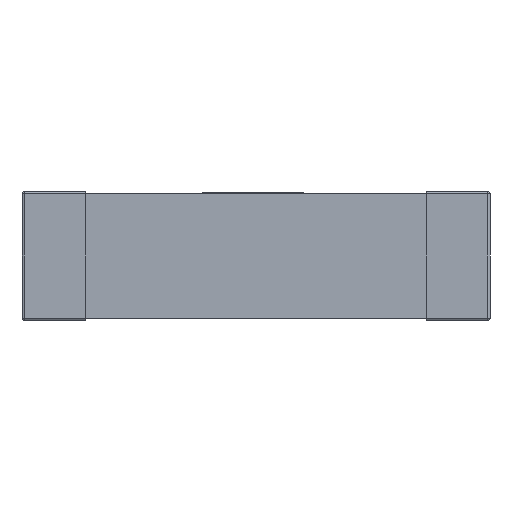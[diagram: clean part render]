
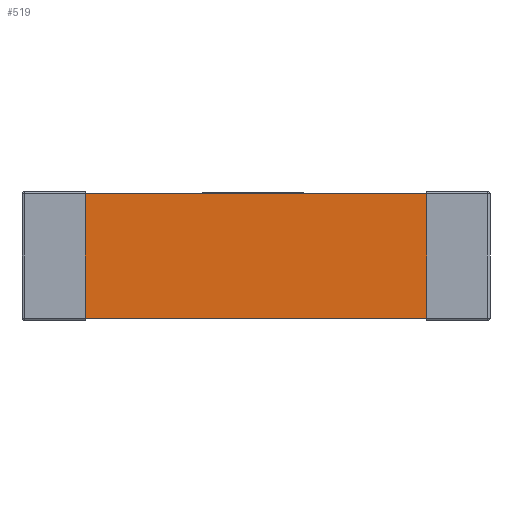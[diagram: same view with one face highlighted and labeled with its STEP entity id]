
A CAD part, front view. The second image highlights one B-rep face of the part: STEP entity #519.
In plain terms, the highlighted planar face has unit normal (0, -1, 0).
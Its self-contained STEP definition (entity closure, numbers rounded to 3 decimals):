
#468=FACE_OUTER_BOUND('',#598,.T.);
#519=ADVANCED_FACE('',(#468),#571,.F.);
#571=PLANE('',#1252);
#598=EDGE_LOOP('',(#726,#727,#728,#729));
#726=ORIENTED_EDGE('',*,*,#1023,.F.);
#727=ORIENTED_EDGE('',*,*,#1024,.T.);
#728=ORIENTED_EDGE('',*,*,#1021,.T.);
#729=ORIENTED_EDGE('',*,*,#990,.F.);
#917=VERTEX_POINT('',#1561);
#920=VERTEX_POINT('',#1566);
#946=VERTEX_POINT('',#1781);
#947=VERTEX_POINT('',#1785);
#990=EDGE_CURVE('',#920,#917,#1103,.T.);
#1021=EDGE_CURVE('',#946,#917,#1125,.T.);
#1023=EDGE_CURVE('',#947,#920,#1127,.T.);
#1024=EDGE_CURVE('',#947,#946,#1128,.T.);
#1103=LINE('',#1567,#1170);
#1125=LINE('',#1780,#1192);
#1127=LINE('',#1784,#1194);
#1128=LINE('',#1786,#1195);
#1170=VECTOR('',#1332,1.);
#1192=VECTOR('',#1368,1.);
#1194=VECTOR('',#1372,1.);
#1195=VECTOR('',#1373,1.);
#1252=AXIS2_PLACEMENT_3D('',#1787,#1374,#1375);
#1332=DIRECTION('',(0.,0.,1.));
#1368=DIRECTION('',(-1.,0.,0.));
#1372=DIRECTION('',(-1.,0.,0.));
#1373=DIRECTION('',(0.,0.,1.));
#1374=DIRECTION('',(0.,1.,0.));
#1375=DIRECTION('',(0.,0.,1.));
#1561=CARTESIAN_POINT('',(0.,-3.18,1.22));
#1566=CARTESIAN_POINT('',(0.,-3.18,0.02));
#1567=CARTESIAN_POINT('',(0.,-3.18,0.));
#1780=CARTESIAN_POINT('',(3.3,-3.18,1.22));
#1781=CARTESIAN_POINT('',(3.28,-3.18,1.22));
#1784=CARTESIAN_POINT('',(3.3,-3.18,0.02));
#1785=CARTESIAN_POINT('',(3.28,-3.18,0.02));
#1786=CARTESIAN_POINT('',(3.28,-3.18,0.02));
#1787=CARTESIAN_POINT('',(3.3,-3.18,0.02));
